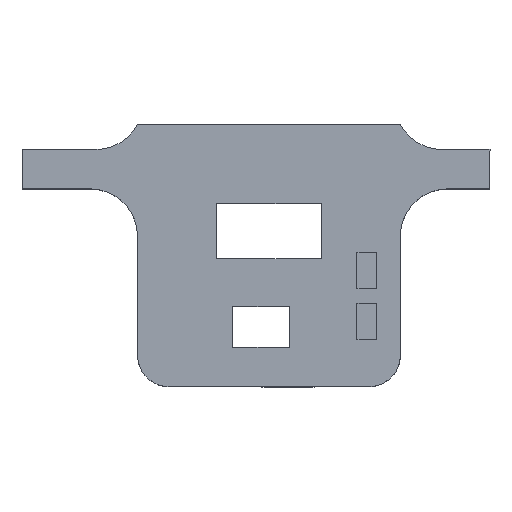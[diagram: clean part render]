
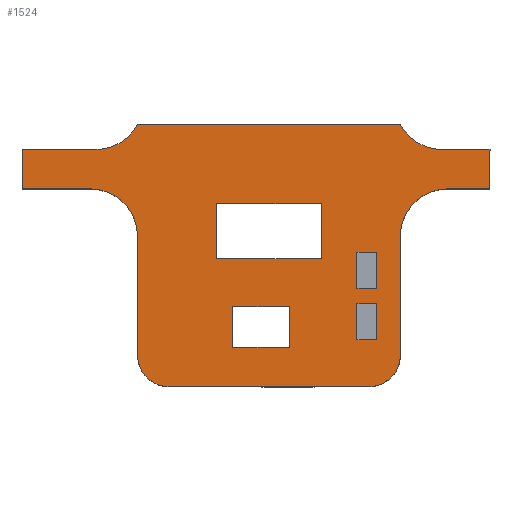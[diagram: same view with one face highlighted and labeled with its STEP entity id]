
A CAD part, top view. The second image highlights one B-rep face of the part: STEP entity #1524.
In plain terms, the highlighted planar face has unit normal (0, 0, 1).
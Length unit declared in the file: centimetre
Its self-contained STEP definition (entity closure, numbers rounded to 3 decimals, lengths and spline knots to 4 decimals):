
#143=CIRCLE('',#1611,0.4);
#144=CIRCLE('',#1612,0.6);
#145=CIRCLE('',#1613,0.6);
#146=CIRCLE('',#1614,0.6);
#147=CIRCLE('',#1615,0.6);
#148=CIRCLE('',#1616,0.4);
#198=VERTEX_POINT('',#2109);
#199=VERTEX_POINT('',#2111);
#202=VERTEX_POINT('',#2119);
#204=VERTEX_POINT('',#2125);
#208=VERTEX_POINT('',#2138);
#209=VERTEX_POINT('',#2140);
#212=VERTEX_POINT('',#2148);
#214=VERTEX_POINT('',#2154);
#217=VERTEX_POINT('',#2167);
#218=VERTEX_POINT('',#2168);
#219=VERTEX_POINT('',#2170);
#220=VERTEX_POINT('',#2172);
#221=VERTEX_POINT('',#2174);
#222=VERTEX_POINT('',#2176);
#223=VERTEX_POINT('',#2178);
#224=VERTEX_POINT('',#2180);
#225=VERTEX_POINT('',#2182);
#226=VERTEX_POINT('',#2184);
#227=VERTEX_POINT('',#2186);
#228=VERTEX_POINT('',#2188);
#229=VERTEX_POINT('',#2190);
#230=VERTEX_POINT('',#2192);
#231=VERTEX_POINT('',#2194);
#232=VERTEX_POINT('',#2196);
#233=VERTEX_POINT('',#2199);
#234=VERTEX_POINT('',#2200);
#235=VERTEX_POINT('',#2202);
#236=VERTEX_POINT('',#2204);
#237=VERTEX_POINT('',#2207);
#238=VERTEX_POINT('',#2208);
#239=VERTEX_POINT('',#2210);
#240=VERTEX_POINT('',#2212);
#344=VECTOR('',#1734,1.);
#347=VECTOR('',#1740,1.);
#350=VECTOR('',#1744,1.);
#353=VECTOR('',#1750,1.);
#356=VECTOR('',#1755,1.);
#359=VECTOR('',#1761,1.);
#362=VECTOR('',#1765,1.);
#365=VECTOR('',#1771,1.);
#366=VECTOR('',#1780,1.);
#367=VECTOR('',#1783,1.);
#368=VECTOR('',#1784,1.);
#369=VECTOR('',#1785,1.);
#370=VECTOR('',#1788,1.);
#371=VECTOR('',#1791,1.);
#372=VECTOR('',#1792,1.);
#373=VECTOR('',#1793,1.);
#374=VECTOR('',#1796,1.);
#375=VECTOR('',#1799,1.);
#376=VECTOR('',#1800,1.);
#377=VECTOR('',#1801,1.);
#378=VECTOR('',#1802,1.);
#379=VECTOR('',#1803,1.);
#380=VECTOR('',#1804,1.);
#381=VECTOR('',#1805,1.);
#382=VECTOR('',#1806,1.);
#383=VECTOR('',#1807,1.);
#497=LINE('',#2110,#344);
#500=LINE('',#2118,#347);
#503=LINE('',#2124,#350);
#506=LINE('',#2131,#353);
#509=LINE('',#2139,#356);
#512=LINE('',#2147,#359);
#515=LINE('',#2153,#362);
#518=LINE('',#2160,#365);
#519=LINE('',#2169,#366);
#520=LINE('',#2173,#367);
#521=LINE('',#2175,#368);
#522=LINE('',#2177,#369);
#523=LINE('',#2181,#370);
#524=LINE('',#2185,#371);
#525=LINE('',#2187,#372);
#526=LINE('',#2189,#373);
#527=LINE('',#2193,#374);
#528=LINE('',#2197,#375);
#529=LINE('',#2198,#376);
#530=LINE('',#2201,#377);
#531=LINE('',#2203,#378);
#532=LINE('',#2205,#379);
#533=LINE('',#2206,#380);
#534=LINE('',#2209,#381);
#535=LINE('',#2211,#382);
#536=LINE('',#2213,#383);
#650=EDGE_CURVE('',#199,#198,#497,.T.);
#654=EDGE_CURVE('',#202,#199,#500,.T.);
#657=EDGE_CURVE('',#204,#202,#503,.T.);
#661=EDGE_CURVE('',#198,#204,#506,.T.);
#664=EDGE_CURVE('',#209,#208,#509,.T.);
#668=EDGE_CURVE('',#212,#209,#512,.T.);
#671=EDGE_CURVE('',#214,#212,#515,.T.);
#675=EDGE_CURVE('',#208,#214,#518,.T.);
#677=EDGE_CURVE('',#217,#218,#143,.T.);
#678=EDGE_CURVE('',#219,#217,#519,.T.);
#679=EDGE_CURVE('',#220,#219,#144,.T.);
#680=EDGE_CURVE('',#220,#221,#520,.T.);
#681=EDGE_CURVE('',#221,#222,#521,.T.);
#682=EDGE_CURVE('',#222,#223,#522,.T.);
#683=EDGE_CURVE('',#223,#224,#145,.F.);
#684=EDGE_CURVE('',#225,#224,#523,.T.);
#685=EDGE_CURVE('',#226,#225,#146,.T.);
#686=EDGE_CURVE('',#226,#227,#524,.T.);
#687=EDGE_CURVE('',#228,#227,#525,.T.);
#688=EDGE_CURVE('',#229,#228,#526,.T.);
#689=EDGE_CURVE('',#230,#229,#147,.T.);
#690=EDGE_CURVE('',#231,#230,#527,.T.);
#691=EDGE_CURVE('',#232,#231,#148,.T.);
#692=EDGE_CURVE('',#218,#232,#528,.T.);
#693=EDGE_CURVE('',#233,#234,#529,.T.);
#694=EDGE_CURVE('',#235,#233,#530,.T.);
#695=EDGE_CURVE('',#236,#235,#531,.T.);
#696=EDGE_CURVE('',#234,#236,#532,.T.);
#697=EDGE_CURVE('',#237,#238,#533,.T.);
#698=EDGE_CURVE('',#237,#239,#534,.T.);
#699=EDGE_CURVE('',#239,#240,#535,.T.);
#700=EDGE_CURVE('',#238,#240,#536,.T.);
#911=ORIENTED_EDGE('',*,*,#677,.F.);
#912=ORIENTED_EDGE('',*,*,#678,.F.);
#913=ORIENTED_EDGE('',*,*,#679,.F.);
#914=ORIENTED_EDGE('',*,*,#680,.T.);
#915=ORIENTED_EDGE('',*,*,#681,.T.);
#916=ORIENTED_EDGE('',*,*,#682,.T.);
#917=ORIENTED_EDGE('',*,*,#683,.T.);
#918=ORIENTED_EDGE('',*,*,#684,.F.);
#919=ORIENTED_EDGE('',*,*,#685,.F.);
#920=ORIENTED_EDGE('',*,*,#686,.T.);
#921=ORIENTED_EDGE('',*,*,#687,.F.);
#922=ORIENTED_EDGE('',*,*,#688,.F.);
#923=ORIENTED_EDGE('',*,*,#689,.F.);
#924=ORIENTED_EDGE('',*,*,#690,.F.);
#925=ORIENTED_EDGE('',*,*,#691,.F.);
#926=ORIENTED_EDGE('',*,*,#692,.F.);
#927=ORIENTED_EDGE('',*,*,#693,.F.);
#928=ORIENTED_EDGE('',*,*,#694,.F.);
#929=ORIENTED_EDGE('',*,*,#695,.F.);
#930=ORIENTED_EDGE('',*,*,#696,.F.);
#931=ORIENTED_EDGE('',*,*,#697,.F.);
#932=ORIENTED_EDGE('',*,*,#698,.T.);
#933=ORIENTED_EDGE('',*,*,#699,.T.);
#934=ORIENTED_EDGE('',*,*,#700,.F.);
#935=ORIENTED_EDGE('',*,*,#664,.T.);
#936=ORIENTED_EDGE('',*,*,#675,.T.);
#937=ORIENTED_EDGE('',*,*,#671,.T.);
#938=ORIENTED_EDGE('',*,*,#668,.T.);
#939=ORIENTED_EDGE('',*,*,#650,.T.);
#940=ORIENTED_EDGE('',*,*,#661,.T.);
#941=ORIENTED_EDGE('',*,*,#657,.T.);
#942=ORIENTED_EDGE('',*,*,#654,.T.);
#1315=EDGE_LOOP('',(#911,#912,#913,#914,#915,#916,#917,#918,#919,#920,#921,
#922,#923,#924,#925,#926));
#1316=EDGE_LOOP('',(#927,#928,#929,#930));
#1317=EDGE_LOOP('',(#931,#932,#933,#934));
#1318=EDGE_LOOP('',(#935,#936,#937,#938));
#1319=EDGE_LOOP('',(#939,#940,#941,#942));
#1422=FACE_BOUND('',#1315,.T.);
#1423=FACE_BOUND('',#1316,.T.);
#1424=FACE_BOUND('',#1317,.T.);
#1425=FACE_BOUND('',#1318,.T.);
#1426=FACE_BOUND('',#1319,.T.);
#1524=ADVANCED_FACE('',(#1422,#1423,#1424,#1425,#1426),#2786,.T.);
#1610=AXIS2_PLACEMENT_3D('',#2165,#1777,$);
#1611=AXIS2_PLACEMENT_3D('',#2166,#1778,#1779);
#1612=AXIS2_PLACEMENT_3D('',#2171,#1781,#1782);
#1613=AXIS2_PLACEMENT_3D('',#2179,#1786,#1787);
#1614=AXIS2_PLACEMENT_3D('',#2183,#1789,#1790);
#1615=AXIS2_PLACEMENT_3D('',#2191,#1794,#1795);
#1616=AXIS2_PLACEMENT_3D('',#2195,#1797,#1798);
#1734=DIRECTION('',(1.,0.,0.));
#1740=DIRECTION('',(0.,1.,0.));
#1744=DIRECTION('',(-1.,0.,0.));
#1750=DIRECTION('',(0.,-1.,0.));
#1755=DIRECTION('',(1.,0.,0.));
#1761=DIRECTION('',(0.,1.,0.));
#1765=DIRECTION('',(-1.,0.,0.));
#1771=DIRECTION('',(0.,-1.,0.));
#1777=DIRECTION('',(0.,0.,1.));
#1778=DIRECTION('',(0.,0.,-1.));
#1779=DIRECTION('',(0.283,-0.283,0.));
#1780=DIRECTION('',(0.,-1.,0.));
#1781=DIRECTION('',(0.,0.,1.));
#1782=DIRECTION('',(-0.424,0.424,0.));
#1783=DIRECTION('',(1.,0.,0.));
#1784=DIRECTION('',(0.,1.,0.));
#1785=DIRECTION('',(-1.,0.,0.));
#1786=DIRECTION('',(0.,0.,1.));
#1787=DIRECTION('',(-0.527,-0.287,0.));
#1788=DIRECTION('',(1.,0.,0.));
#1789=DIRECTION('',(0.,0.,1.));
#1790=DIRECTION('',(0.527,-0.287,0.));
#1791=DIRECTION('',(-1.,0.,0.));
#1792=DIRECTION('',(0.,1.,0.));
#1793=DIRECTION('',(-1.,0.,0.));
#1794=DIRECTION('',(0.,0.,1.));
#1795=DIRECTION('',(0.424,0.424,0.));
#1796=DIRECTION('',(0.,1.,0.));
#1797=DIRECTION('',(0.,0.,-1.));
#1798=DIRECTION('',(-0.283,-0.283,0.));
#1799=DIRECTION('',(-1.,0.,0.));
#1800=DIRECTION('',(1.,0.,0.));
#1801=DIRECTION('',(0.,-1.,0.));
#1802=DIRECTION('',(-1.,0.,0.));
#1803=DIRECTION('',(0.,1.,0.));
#1804=DIRECTION('',(1.,0.,0.));
#1805=DIRECTION('',(0.,1.,0.));
#1806=DIRECTION('',(1.,0.,0.));
#1807=DIRECTION('',(0.,1.,0.));
#2109=CARTESIAN_POINT('',(3.03,1.705,1.5));
#2110=CARTESIAN_POINT('',(2.285,1.705,1.5));
#2111=CARTESIAN_POINT('',(2.78,1.705,1.5));
#2118=CARTESIAN_POINT('',(2.78,1.5675,1.5));
#2119=CARTESIAN_POINT('',(2.78,1.245,1.5));
#2124=CARTESIAN_POINT('',(2.285,1.245,1.5));
#2125=CARTESIAN_POINT('',(3.03,1.245,1.5));
#2131=CARTESIAN_POINT('',(3.03,1.5675,1.5));
#2138=CARTESIAN_POINT('',(3.03,1.055,1.5));
#2139=CARTESIAN_POINT('',(2.285,1.055,1.5));
#2140=CARTESIAN_POINT('',(2.78,1.055,1.5));
#2147=CARTESIAN_POINT('',(2.78,1.2425,1.5));
#2148=CARTESIAN_POINT('',(2.78,0.595,1.5));
#2153=CARTESIAN_POINT('',(2.285,0.595,1.5));
#2154=CARTESIAN_POINT('',(3.03,0.595,1.5));
#2160=CARTESIAN_POINT('',(3.03,1.2425,1.5));
#2165=CARTESIAN_POINT('',(1.665,1.66,1.5));
#2166=CARTESIAN_POINT('',(2.93,0.4,1.5));
#2167=CARTESIAN_POINT('',(3.33,0.4,1.5));
#2168=CARTESIAN_POINT('',(2.93,0.,1.5));
#2169=CARTESIAN_POINT('',(3.33,3.32,1.5));
#2170=CARTESIAN_POINT('',(3.33,1.9067,1.5));
#2171=CARTESIAN_POINT('',(3.93,1.9067,1.5));
#2172=CARTESIAN_POINT('',(3.93,2.5067,1.5));
#2173=CARTESIAN_POINT('',(3.33,2.5067,1.5));
#2174=CARTESIAN_POINT('',(4.4661,2.5067,1.5));
#2175=CARTESIAN_POINT('',(4.4661,2.5067,1.5));
#2176=CARTESIAN_POINT('',(4.4661,3.0067,1.5));
#2177=CARTESIAN_POINT('',(3.33,3.0067,1.5));
#2178=CARTESIAN_POINT('',(3.8571,3.0067,1.5));
#2179=CARTESIAN_POINT('',(3.8571,3.6067,1.5));
#2180=CARTESIAN_POINT('',(3.33,3.32,1.5));
#2181=CARTESIAN_POINT('',(0.,3.32,1.5));
#2182=CARTESIAN_POINT('',(0.,3.32,1.5));
#2183=CARTESIAN_POINT('',(-0.5271,3.6067,1.5));
#2184=CARTESIAN_POINT('',(-0.5271,3.0067,1.5));
#2185=CARTESIAN_POINT('',(0.,3.0067,1.5));
#2186=CARTESIAN_POINT('',(-1.4639,3.0067,1.5));
#2187=CARTESIAN_POINT('',(-1.4639,2.5067,1.5));
#2188=CARTESIAN_POINT('',(-1.4639,2.5067,1.5));
#2189=CARTESIAN_POINT('',(0.,2.5067,1.5));
#2190=CARTESIAN_POINT('',(-0.6,2.5067,1.5));
#2191=CARTESIAN_POINT('',(-0.6,1.9067,1.5));
#2192=CARTESIAN_POINT('',(0.,1.9067,1.5));
#2193=CARTESIAN_POINT('',(0.,0.,1.5));
#2194=CARTESIAN_POINT('',(0.,0.4,1.5));
#2195=CARTESIAN_POINT('',(0.4,0.4,1.5));
#2196=CARTESIAN_POINT('',(0.4,0.,1.5));
#2197=CARTESIAN_POINT('',(3.33,0.,1.5));
#2198=CARTESIAN_POINT('',(1.,1.62,1.5));
#2199=CARTESIAN_POINT('',(1.,1.62,1.5));
#2200=CARTESIAN_POINT('',(2.33,1.62,1.5));
#2201=CARTESIAN_POINT('',(1.,2.32,1.5));
#2202=CARTESIAN_POINT('',(1.,2.32,1.5));
#2203=CARTESIAN_POINT('',(2.33,2.32,1.5));
#2204=CARTESIAN_POINT('',(2.33,2.32,1.5));
#2205=CARTESIAN_POINT('',(2.33,1.62,1.5));
#2206=CARTESIAN_POINT('',(1.405,0.5,1.5));
#2207=CARTESIAN_POINT('',(1.205,0.5,1.5));
#2208=CARTESIAN_POINT('',(1.925,0.5,1.5));
#2209=CARTESIAN_POINT('',(1.205,1.21,1.5));
#2210=CARTESIAN_POINT('',(1.205,1.02,1.5));
#2211=CARTESIAN_POINT('',(1.535,1.02,1.5));
#2212=CARTESIAN_POINT('',(1.925,1.02,1.5));
#2213=CARTESIAN_POINT('',(1.925,0.5,1.5));
#2786=PLANE('',#1610);
